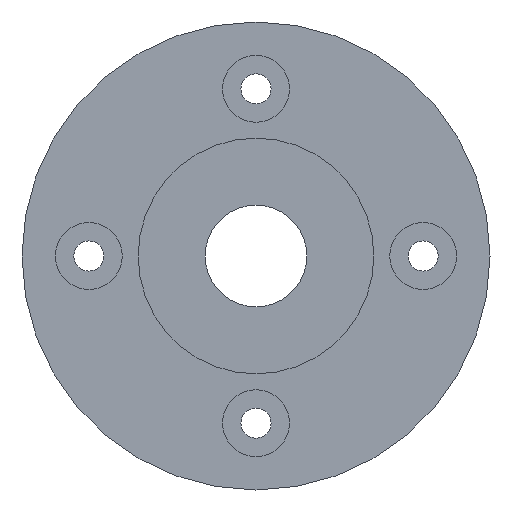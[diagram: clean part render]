
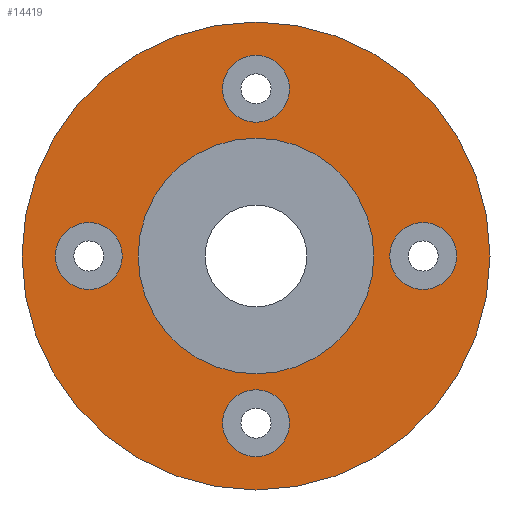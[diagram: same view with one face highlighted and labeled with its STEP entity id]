
A CAD part, front view. The second image highlights one B-rep face of the part: STEP entity #14419.
In plain terms, the highlighted planar face has unit normal (0, -1, 0).
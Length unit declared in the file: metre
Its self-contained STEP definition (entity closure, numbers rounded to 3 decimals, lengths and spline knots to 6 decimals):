
#263=PLANE('',#16145);
#7007=ORIENTED_EDGE('',*,*,#9208,.F.);
#7008=ORIENTED_EDGE('',*,*,#9209,.F.);
#7009=ORIENTED_EDGE('',*,*,#9210,.F.);
#7010=ORIENTED_EDGE('',*,*,#9211,.F.);
#7011=ORIENTED_EDGE('',*,*,#9212,.F.);
#7012=ORIENTED_EDGE('',*,*,#9207,.T.);
#9207=EDGE_CURVE('',#10670,#10670,#11653,.T.);
#9208=EDGE_CURVE('',#10671,#10671,#11654,.T.);
#9209=EDGE_CURVE('',#10672,#10672,#11655,.T.);
#9210=EDGE_CURVE('',#10673,#10673,#11656,.T.);
#9211=EDGE_CURVE('',#10674,#10674,#11657,.T.);
#9212=EDGE_CURVE('',#10675,#10675,#11658,.T.);
#10670=VERTEX_POINT('',#25169);
#10671=VERTEX_POINT('',#25172);
#10672=VERTEX_POINT('',#25174);
#10673=VERTEX_POINT('',#25176);
#10674=VERTEX_POINT('',#25178);
#10675=VERTEX_POINT('',#25180);
#11653=CIRCLE('',#16144,0.07);
#11654=CIRCLE('',#16146,0.03525);
#11655=CIRCLE('',#16147,0.01);
#11656=CIRCLE('',#16148,0.01);
#11657=CIRCLE('',#16149,0.01);
#11658=CIRCLE('',#16150,0.01);
#12404=EDGE_LOOP('',(#7007));
#12405=EDGE_LOOP('',(#7008));
#12406=EDGE_LOOP('',(#7009));
#12407=EDGE_LOOP('',(#7010));
#12408=EDGE_LOOP('',(#7011));
#12409=EDGE_LOOP('',(#7012));
#13172=FACE_BOUND('',#12404,.T.);
#13173=FACE_BOUND('',#12405,.T.);
#13174=FACE_BOUND('',#12406,.T.);
#13175=FACE_BOUND('',#12407,.T.);
#13176=FACE_BOUND('',#12408,.T.);
#13177=FACE_BOUND('',#12409,.T.);
#14419=ADVANCED_FACE('',(#13172,#13173,#13174,#13175,#13176,#13177),#263,
 .T.);
#16144=AXIS2_PLACEMENT_3D('',#25168,#20769,#20770);
#16145=AXIS2_PLACEMENT_3D('',#25170,#20771,#20772);
#16146=AXIS2_PLACEMENT_3D('',#25171,#20773,#20774);
#16147=AXIS2_PLACEMENT_3D('',#25173,#20775,#20776);
#16148=AXIS2_PLACEMENT_3D('',#25175,#20777,#20778);
#16149=AXIS2_PLACEMENT_3D('',#25177,#20779,#20780);
#16150=AXIS2_PLACEMENT_3D('',#25179,#20781,#20782);
#20769=DIRECTION('',(0.,-1.,0.));
#20770=DIRECTION('',(1.,0.,0.));
#20771=DIRECTION('',(0.,-1.,0.));
#20772=DIRECTION('',(1.,0.,0.));
#20773=DIRECTION('',(0.,-1.,0.));
#20774=DIRECTION('',(1.,0.,0.));
#20775=DIRECTION('',(0.,-1.,0.));
#20776=DIRECTION('',(0.,0.,1.));
#20777=DIRECTION('',(0.,-1.,0.));
#20778=DIRECTION('',(-1.,0.,0.));
#20779=DIRECTION('',(0.,-1.,0.));
#20780=DIRECTION('',(0.,0.,-1.));
#20781=DIRECTION('',(0.,-1.,0.));
#20782=DIRECTION('',(1.,0.,0.));
#25168=CARTESIAN_POINT('',(0.,-0.012,0.));
#25169=CARTESIAN_POINT('',(0.07,-0.012,0.));
#25170=CARTESIAN_POINT('',(0.,-0.012,0.));
#25171=CARTESIAN_POINT('',(0.,-0.012,0.));
#25172=CARTESIAN_POINT('',(0.03525,-0.012,0.));
#25173=CARTESIAN_POINT('',(-0.05,-0.012,0.));
#25174=CARTESIAN_POINT('',(-0.05,-0.012,0.01));
#25175=CARTESIAN_POINT('',(0.,-0.012,-0.05));
#25176=CARTESIAN_POINT('',(-0.01,-0.012,-0.05));
#25177=CARTESIAN_POINT('',(0.05,-0.012,0.));
#25178=CARTESIAN_POINT('',(0.05,-0.012,-0.01));
#25179=CARTESIAN_POINT('',(0.,-0.012,0.05));
#25180=CARTESIAN_POINT('',(0.01,-0.012,0.05));
